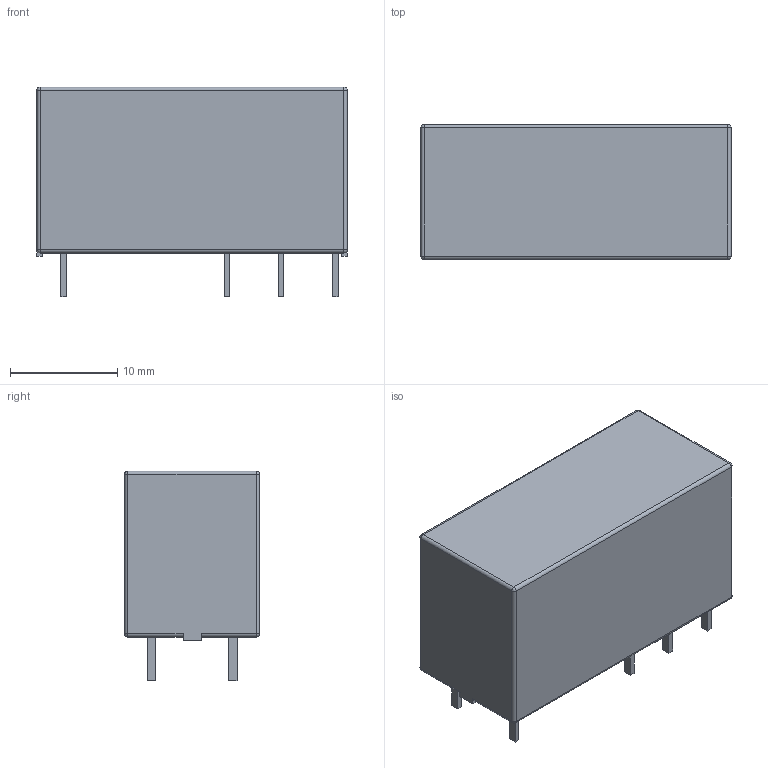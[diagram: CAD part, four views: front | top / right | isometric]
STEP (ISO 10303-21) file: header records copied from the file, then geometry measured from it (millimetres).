
FILE_DESCRIPTION (( 'STEP AP214' ), '1' );
FILE_NAME ('RELAY-TH_HCP3-S-DCXX-C.step', '2022-07-09T13:20:13', ( '' ), ( '' ), 'SwSTEP 2.0', 'SolidWorks 2020', '' );
FILE_SCHEMA (( 'AUTOMOTIVE_DESIGN' ));
Length unit declared in the file: millimetre
Products named in the file (1): RELAY-TH_HCP3-S-DCXX-C
Bounding box: 29 x 12.61 x 19.6 mm (x, y, z)
Volume: 5673 mm3; surface area: 2084.1 mm2
Topology: 1 solids, 1 shells, 359 faces, 953 edges, 622 vertices
Faces by surface type: plane 225, bspline 112, cylinder 14, sphere 8
Entity records: 15019 total; most frequent: CARTESIAN_POINT 4031, ORIENTED_EDGE 1890, DIRECTION 1241, EDGE_CURVE 945, LINE 689, VECTOR 689, VERTEX_POINT 622, EDGE_LOOP 393
